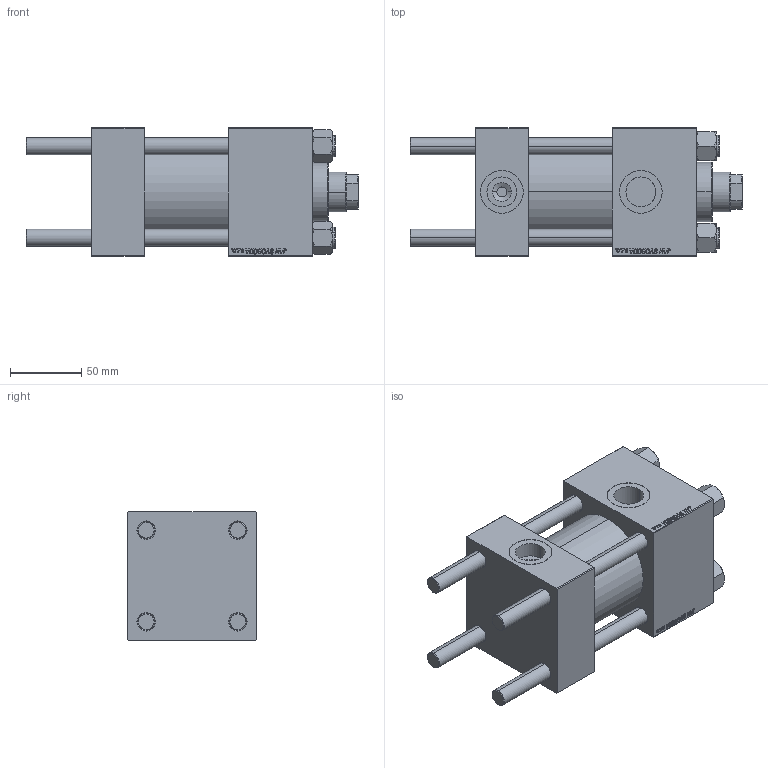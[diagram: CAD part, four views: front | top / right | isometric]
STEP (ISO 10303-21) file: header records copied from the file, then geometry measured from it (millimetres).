
FILE_DESCRIPTION (( 'STEP AP203' ), '1' );
FILE_NAME ('6cf5.STEP', '2024-04-03T06:54:57', ( '' ), ( '' ), 'SwSTEP 2.0', 'SolidWorks 2019', '' );
FILE_SCHEMA (( 'CONFIG_CONTROL_DESIGN' ));
Length unit declared in the file: millimetre
Products named in the file (6): V215CR_BODY_A 1a5ca99cae0bdcda6d9865011f013236; 6cf5; NUT_M5 1a5ca99cae0bdcda6d9865011f013236; CR025_012_A_0_G_A_G_M_020_+#_##_TYCINKA 1a5ca99cae0bdcda6d9865011f013236; V215_VC_A 1a5ca99cae0bdcda6d9865011f013236; V215CR_VCP 1a5ca99cae0bdcda6d9865011f013236
Assembly tree (11 placements, depth 2):
  6cf5
    V215CR_BODY_A 1a5ca99cae0bdcda6d9865011f013236
    CR025_012_A_0_G_A_G_M_020_+#_##_TYCINKA 1a5ca99cae0bdcda6d9865011f013236  x4
    NUT_M5 1a5ca99cae0bdcda6d9865011f013236  x4
    V215CR_VCP 1a5ca99cae0bdcda6d9865011f013236
    V215_VC_A 1a5ca99cae0bdcda6d9865011f013236
Bounding box: 233 x 90 x 90 mm (x, y, z)
Volume: 981286.5 mm3; surface area: 195263.9 mm2
Topology: 11 solids, 11 shells, 1134 faces, 2851 edges, 1850 vertices
Faces by surface type: plane 520, bspline 392, cone 136, cylinder 78, torus 8
Entity records: 49809 total; most frequent: CARTESIAN_POINT 26962, ORIENTED_EDGE 5194, DIRECTION 3241, EDGE_CURVE 2597, VERTEX_POINT 1706, LINE 1583, VECTOR 1583, EDGE_LOOP 1143
